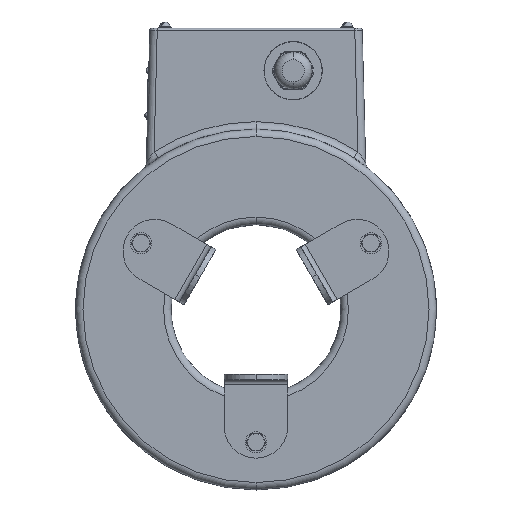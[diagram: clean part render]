
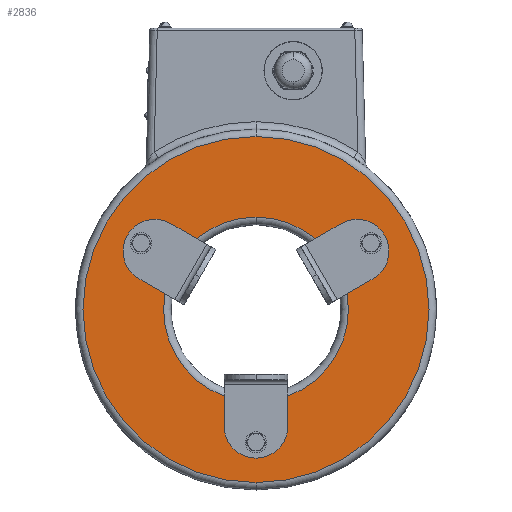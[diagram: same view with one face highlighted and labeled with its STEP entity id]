
A CAD part, front view. The second image highlights one B-rep face of the part: STEP entity #2836.
In plain terms, the highlighted planar face has unit normal (0, -1, 0).
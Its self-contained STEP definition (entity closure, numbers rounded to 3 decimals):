
#38 = ORIENTED_EDGE ( 'NONE', *, *, #10879, .F. ) ;
#48 = ORIENTED_EDGE ( 'NONE', *, *, #4629, .T. ) ;
#52 = ORIENTED_EDGE ( 'NONE', *, *, #10877, .F. ) ;
#54 = ORIENTED_EDGE ( 'NONE', *, *, #4685, .F. ) ;
#56 = ORIENTED_EDGE ( 'NONE', *, *, #4676, .T. ) ;
#57 = ORIENTED_EDGE ( 'NONE', *, *, #10896, .T. ) ;
#58 = ORIENTED_EDGE ( 'NONE', *, *, #4689, .F. ) ;
#63 = ORIENTED_EDGE ( 'NONE', *, *, #4646, .T. ) ;
#86 = ORIENTED_EDGE ( 'NONE', *, *, #10897, .F. ) ;
#1178 = DIRECTION ( 'NONE',  ( 0., -1., 0. ) ) ;
#1234 = DIRECTION ( 'NONE',  ( -0.866, 0., -0.5 ) ) ;
#1612 = DIRECTION ( 'NONE',  ( 0., -1., 0. ) ) ;
#1663 = DIRECTION ( 'NONE',  ( 0., 0., -1. ) ) ;
#1681 = CARTESIAN_POINT ( 'NONE',  ( 0., 0., -235. ) ) ;
#1780 = CARTESIAN_POINT ( 'NONE',  ( 0., 0., -235. ) ) ;
#1787 = DIRECTION ( 'NONE',  ( 0., 1., 0. ) ) ;
#1791 = DIRECTION ( 'NONE',  ( 0., 0., -1. ) ) ;
#1901 = CARTESIAN_POINT ( 'NONE',  ( 0., 0., -235. ) ) ;
#1984 = CARTESIAN_POINT ( 'NONE',  ( 0., 0., -360. ) ) ;
#1987 = DIRECTION ( 'NONE',  ( 0., -1., 0. ) ) ;
#2001 = DIRECTION ( 'NONE',  ( 0., 0., -1. ) ) ;
#2021 = DIRECTION ( 'NONE',  ( 0., 0., -1. ) ) ;
#2030 = DIRECTION ( 'NONE',  ( 0., -1., 0. ) ) ;
#2041 = AXIS2_PLACEMENT_3D ( 'NONE', #6467, #6616, #6828 ) ;
#2043 = AXIS2_PLACEMENT_3D ( 'NONE', #2640, #2660, #2664 ) ;
#2054 = AXIS2_PLACEMENT_3D ( 'NONE', #2698, #2701, #2695 ) ;
#2084 = AXIS2_PLACEMENT_3D ( 'NONE', #2652, #2710, #2719 ) ;
#2108 = AXIS2_PLACEMENT_3D ( 'NONE', #2679, #2650, #2638 ) ;
#2525 = CARTESIAN_POINT ( 'NONE',  ( 108.253, 0., -172.5 ) ) ;
#2638 = DIRECTION ( 'NONE',  ( 0.866, 0., -0.5 ) ) ;
#2640 = CARTESIAN_POINT ( 'NONE',  ( 0., 0., -360. ) ) ;
#2650 = DIRECTION ( 'NONE',  ( 0., -1., 0. ) ) ;
#2652 = CARTESIAN_POINT ( 'NONE',  ( 0., 0., -235. ) ) ;
#2660 = DIRECTION ( 'NONE',  ( 0., -1., 0. ) ) ;
#2664 = DIRECTION ( 'NONE',  ( 0., 0., -1. ) ) ;
#2679 = CARTESIAN_POINT ( 'NONE',  ( -108.253, 0., -172.5 ) ) ;
#2695 = DIRECTION ( 'NONE',  ( -0.866, 0., -0.5 ) ) ;
#2698 = CARTESIAN_POINT ( 'NONE',  ( 108.253, 0., -172.5 ) ) ;
#2701 = DIRECTION ( 'NONE',  ( 0., -1., 0. ) ) ;
#2710 = DIRECTION ( 'NONE',  ( 0., 1., 0. ) ) ;
#2719 = DIRECTION ( 'NONE',  ( 0., 0., -1. ) ) ;
#2836 = ADVANCED_FACE ( 'NONE', ( #11202, #11189, #11175, #11190, #11200 ), #5309, .T. ) ;
#3300 = CARTESIAN_POINT ( 'NONE',  ( 0., 0., -398. ) ) ;
#3302 = CARTESIAN_POINT ( 'NONE',  ( 0., 0., -147.992 ) ) ;
#3339 = CARTESIAN_POINT ( 'NONE',  ( -115.614, 0., -168.25 ) ) ;
#3353 = CARTESIAN_POINT ( 'NONE',  ( 0., 0., -72. ) ) ;
#3363 = CARTESIAN_POINT ( 'NONE',  ( 0., 0., -351.5 ) ) ;
#3371 = CARTESIAN_POINT ( 'NONE',  ( 0., 0., -322.008 ) ) ;
#3401 = CARTESIAN_POINT ( 'NONE',  ( 100.892, 0., -176.75 ) ) ;
#3418 = CARTESIAN_POINT ( 'NONE',  ( -100.892, 0., -176.75 ) ) ;
#3423 = CARTESIAN_POINT ( 'NONE',  ( 115.614, 0., -168.25 ) ) ;
#3446 = CARTESIAN_POINT ( 'NONE',  ( 0., 0., -368.5 ) ) ;
#4629 = EDGE_CURVE ( 'NONE', #5884, #5925, #7640, .T. ) ;
#4646 = EDGE_CURVE ( 'NONE', #5885, #5923, #7611, .T. ) ;
#4676 = EDGE_CURVE ( 'NONE', #5925, #5884, #7687, .T. ) ;
#4685 = EDGE_CURVE ( 'NONE', #5964, #5949, #7658, .T. ) ;
#4689 = EDGE_CURVE ( 'NONE', #5984, #5993, #7666, .T. ) ;
#5309 = PLANE ( 'NONE',  #10419 ) ;
#5310 = CARTESIAN_POINT ( 'NONE',  ( -120., 0., -100. ) ) ;
#5313 = DIRECTION ( 'NONE',  ( 0., 0., -1. ) ) ;
#5321 = DIRECTION ( 'NONE',  ( 0., -1., 0. ) ) ;
#5884 = VERTEX_POINT ( 'NONE', #3300 ) ;
#5885 = VERTEX_POINT ( 'NONE', #3302 ) ;
#5923 = VERTEX_POINT ( 'NONE', #3371 ) ;
#5925 = VERTEX_POINT ( 'NONE', #3353 ) ;
#5935 = VERTEX_POINT ( 'NONE', #3339 ) ;
#5949 = VERTEX_POINT ( 'NONE', #3363 ) ;
#5964 = VERTEX_POINT ( 'NONE', #3446 ) ;
#5981 = VERTEX_POINT ( 'NONE', #3418 ) ;
#5984 = VERTEX_POINT ( 'NONE', #3423 ) ;
#5993 = VERTEX_POINT ( 'NONE', #3401 ) ;
#6467 = CARTESIAN_POINT ( 'NONE',  ( -108.253, 0., -172.5 ) ) ;
#6616 = DIRECTION ( 'NONE',  ( 0., -1., 0. ) ) ;
#6828 = DIRECTION ( 'NONE',  ( 0.866, 0., -0.5 ) ) ;
#7611 = CIRCLE ( 'NONE', #10829, 87.008 ) ;
#7640 = CIRCLE ( 'NONE', #10774, 163. ) ;
#7658 = CIRCLE ( 'NONE', #10854, 8.5 ) ;
#7666 = CIRCLE ( 'NONE', #10819, 8.5 ) ;
#7687 = CIRCLE ( 'NONE', #10818, 163. ) ;
#9202 = EDGE_LOOP ( 'NONE', ( #48, #56 ) ) ;
#9207 = EDGE_LOOP ( 'NONE', ( #57, #63 ) ) ;
#9227 = EDGE_LOOP ( 'NONE', ( #86, #58 ) ) ;
#9237 = EDGE_LOOP ( 'NONE', ( #52, #11425 ) ) ;
#9247 = EDGE_LOOP ( 'NONE', ( #54, #38 ) ) ;
#9367 = CIRCLE ( 'NONE', #2041, 8.5 ) ;
#9368 = CIRCLE ( 'NONE', #2043, 8.5 ) ;
#9381 = CIRCLE ( 'NONE', #2084, 87.008 ) ;
#9388 = CIRCLE ( 'NONE', #2108, 8.5 ) ;
#9431 = CIRCLE ( 'NONE', #2054, 8.5 ) ;
#10419 = AXIS2_PLACEMENT_3D ( 'NONE', #5310, #5321, #5313 ) ;
#10774 = AXIS2_PLACEMENT_3D ( 'NONE', #1681, #1612, #1663 ) ;
#10818 = AXIS2_PLACEMENT_3D ( 'NONE', #1901, #1987, #2021 ) ;
#10819 = AXIS2_PLACEMENT_3D ( 'NONE', #2525, #1178, #1234 ) ;
#10829 = AXIS2_PLACEMENT_3D ( 'NONE', #1780, #1787, #1791 ) ;
#10854 = AXIS2_PLACEMENT_3D ( 'NONE', #1984, #2030, #2001 ) ;
#10877 = EDGE_CURVE ( 'NONE', #5981, #5935, #9367, .T. ) ;
#10879 = EDGE_CURVE ( 'NONE', #5949, #5964, #9368, .T. ) ;
#10891 = EDGE_CURVE ( 'NONE', #5935, #5981, #9388, .T. ) ;
#10896 = EDGE_CURVE ( 'NONE', #5923, #5885, #9381, .T. ) ;
#10897 = EDGE_CURVE ( 'NONE', #5993, #5984, #9431, .T. ) ;
#11175 = FACE_BOUND ( 'NONE', #9207, .T. ) ;
#11189 = FACE_OUTER_BOUND ( 'NONE', #9202, .T. ) ;
#11190 = FACE_BOUND ( 'NONE', #9237, .T. ) ;
#11200 = FACE_BOUND ( 'NONE', #9227, .T. ) ;
#11202 = FACE_BOUND ( 'NONE', #9247, .T. ) ;
#11425 = ORIENTED_EDGE ( 'NONE', *, *, #10891, .F. ) ;
